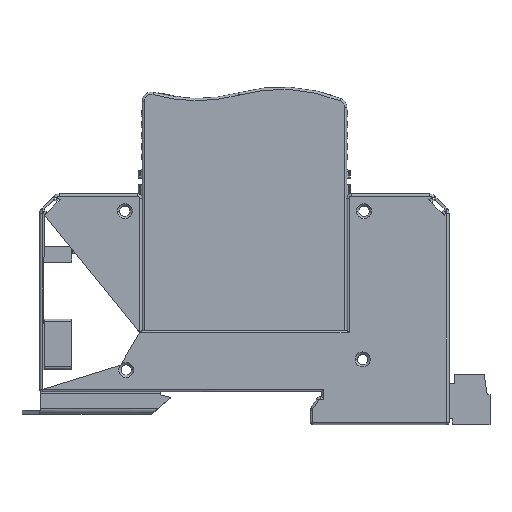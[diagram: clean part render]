
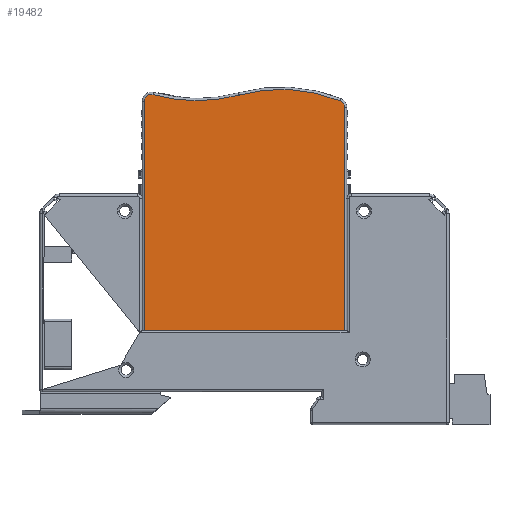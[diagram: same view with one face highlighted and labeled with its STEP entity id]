
A CAD part, top view. The second image highlights one B-rep face of the part: STEP entity #19482.
In plain terms, the highlighted face is planar.
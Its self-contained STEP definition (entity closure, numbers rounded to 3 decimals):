
#15105=DIRECTION('',(-1.,0.,0.));
#15106=VECTOR('',#15105,44.);
#15107=CARTESIAN_POINT('',(22.,-8.9,0.));
#15108=LINE('',#15107,#15106);
#15112=CARTESIAN_POINT('',(-20.5,-8.9,50.377));
#15113=DIRECTION('',(0.,1.,0.));
#15114=DIRECTION('',(-1.,0.,0.));
#15115=AXIS2_PLACEMENT_3D('',#15112,#15113,#15114);
#15120=CARTESIAN_POINT('',(-10.5,-8.9,86.));
#15121=DIRECTION('',(0.,-1.,0.));
#15122=DIRECTION('',(-0.27,0.,-0.963));
#15123=AXIS2_PLACEMENT_3D('',#15120,#15121,#15122);
#15128=CARTESIAN_POINT('',(8.04,-8.9,18.5));
#15129=DIRECTION('',(0.,1.,0.));
#15130=DIRECTION('',(-0.267,0.,0.964));
#15131=AXIS2_PLACEMENT_3D('',#15128,#15129,#15130);
#15136=CARTESIAN_POINT('',(20.5,-8.9,49.057));
#15137=DIRECTION('',(0.,1.,0.));
#15138=DIRECTION('',(0.378,0.,0.926));
#15139=AXIS2_PLACEMENT_3D('',#15136,#15137,#15138);
#15144=DIRECTION('',(0.,0.,1.));
#15145=VECTOR('',#15144,49.057);
#15146=CARTESIAN_POINT('',(22.,-8.9,0.));
#15147=LINE('',#15146,#15145);
#15843=DIRECTION('',(0.,0.,-1.));
#15844=VECTOR('',#15843,50.377);
#15845=CARTESIAN_POINT('',(-22.,-8.9,50.377));
#15846=LINE('',#15845,#15844);
#18869=CARTESIAN_POINT('',(22.,-8.9,0.));
#18870=CARTESIAN_POINT('',(22.,-8.9,49.057));
#18871=VERTEX_POINT('',#18869);
#18872=VERTEX_POINT('',#18870);
#18873=CARTESIAN_POINT('',(-22.,-8.9,0.));
#18874=VERTEX_POINT('',#18873);
#18875=CARTESIAN_POINT('',(-22.,-8.9,50.377));
#18876=VERTEX_POINT('',#18875);
#18877=CARTESIAN_POINT('',(-20.095,-8.9,51.821));
#18878=VERTEX_POINT('',#18877);
#18879=CARTESIAN_POINT('',(-1.156,-8.9,51.752));
#18880=VERTEX_POINT('',#18879);
#18881=CARTESIAN_POINT('',(21.066,-8.9,50.446));
#18882=VERTEX_POINT('',#18881);
#19461=CARTESIAN_POINT('',(0.,-8.9,0.));
#19462=DIRECTION('',(0.,1.,0.));
#19463=DIRECTION('',(-1.,0.,0.));
#19464=AXIS2_PLACEMENT_3D('',#19461,#19462,#19463);
#19465=PLANE('',#19464);
#19467=ORIENTED_EDGE('',*,*,#19466,.F.);
#19469=ORIENTED_EDGE('',*,*,#19468,.T.);
#19471=ORIENTED_EDGE('',*,*,#19470,.F.);
#19473=ORIENTED_EDGE('',*,*,#19472,.T.);
#19475=ORIENTED_EDGE('',*,*,#19474,.T.);
#19477=ORIENTED_EDGE('',*,*,#19476,.T.);
#19479=ORIENTED_EDGE('',*,*,#19478,.T.);
#19480=EDGE_LOOP('',(#19467,#19469,#19471,#19473,#19475,#19477,#19479));
#19481=FACE_OUTER_BOUND('',#19480,.F.);
#15116=CIRCLE('',#15115,1.5);
#15124=CIRCLE('',#15123,35.5);
#15132=CIRCLE('',#15131,34.5);
#15140=CIRCLE('',#15139,1.5);
#19466=EDGE_CURVE('',#18871,#18872,#15147,.T.);
#19468=EDGE_CURVE('',#18871,#18874,#15108,.T.);
#19470=EDGE_CURVE('',#18876,#18874,#15846,.T.);
#19472=EDGE_CURVE('',#18876,#18878,#15116,.T.);
#19474=EDGE_CURVE('',#18878,#18880,#15124,.T.);
#19476=EDGE_CURVE('',#18880,#18882,#15132,.T.);
#19478=EDGE_CURVE('',#18882,#18872,#15140,.T.);
#19482=ADVANCED_FACE('',(#19481),#19465,.F.);
